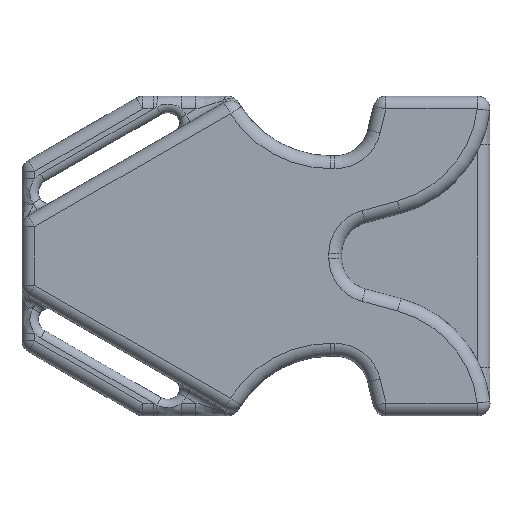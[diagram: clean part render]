
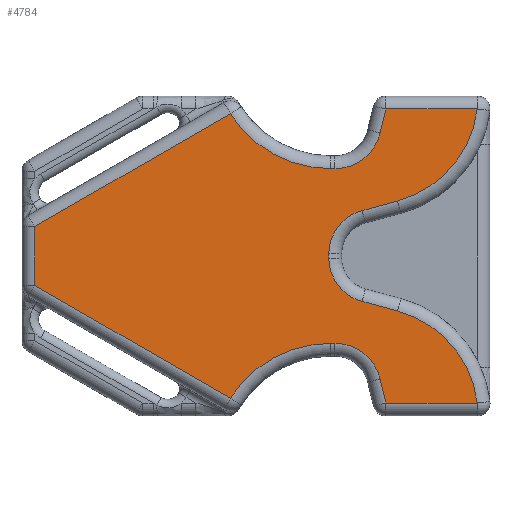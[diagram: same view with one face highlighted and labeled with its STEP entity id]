
A CAD part, front view. The second image highlights one B-rep face of the part: STEP entity #4784.
In plain terms, the highlighted planar face has unit normal (0, -1, 0).
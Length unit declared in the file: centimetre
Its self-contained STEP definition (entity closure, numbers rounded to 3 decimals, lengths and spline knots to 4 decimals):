
#258=CIRCLE('',#5215,1.4224);
#259=CIRCLE('',#5216,1.4224);
#260=CIRCLE('',#5217,0.5542);
#261=CIRCLE('',#5218,1.2944);
#262=CIRCLE('',#5219,0.5334);
#263=CIRCLE('',#5220,0.5334);
#264=CIRCLE('',#5221,1.2944);
#265=CIRCLE('',#5222,0.5542);
#612=PLANE('',#5214);
#686=FACE_OUTER_BOUND('',#1013,.T.);
#1013=EDGE_LOOP('',(#3438,#3439,#3440,#3441,#3442,#3443,#3444,#3445,#3446,
#3447,#3448,#3449,#3450,#3451,#3452,#3453,#3454,#3455,#3456,#3457));
#1429=LINE('',#9164,#1684);
#1430=LINE('',#9168,#1685);
#1431=LINE('',#9170,#1686);
#1432=LINE('',#9172,#1687);
#1433=LINE('',#9176,#1688);
#1434=LINE('',#9180,#1689);
#1435=LINE('',#9182,#1690);
#1436=LINE('',#9186,#1691);
#1437=LINE('',#9190,#1692);
#1438=LINE('',#9194,#1693);
#1439=LINE('',#9198,#1694);
#1440=LINE('',#9200,#1695);
#1684=VECTOR('',#6185,0.0502);
#1685=VECTOR('',#6188,2.6912);
#1686=VECTOR('',#6189,0.7011);
#1687=VECTOR('',#6190,2.6912);
#1688=VECTOR('',#6193,0.0502);
#1689=VECTOR('',#6196,0.2919);
#1690=VECTOR('',#6197,1.0895);
#1691=VECTOR('',#6200,0.4407);
#1692=VECTOR('',#6203,0.0511);
#1693=VECTOR('',#6206,0.4407);
#1694=VECTOR('',#6209,1.0895);
#1695=VECTOR('',#6210,0.2919);
#2148=VERTEX_POINT('',#9162);
#2149=VERTEX_POINT('',#9163);
#2150=VERTEX_POINT('',#9165);
#2151=VERTEX_POINT('',#9167);
#2152=VERTEX_POINT('',#9169);
#2153=VERTEX_POINT('',#9171);
#2154=VERTEX_POINT('',#9173);
#2155=VERTEX_POINT('',#9175);
#2156=VERTEX_POINT('',#9177);
#2157=VERTEX_POINT('',#9179);
#2158=VERTEX_POINT('',#9181);
#2159=VERTEX_POINT('',#9183);
#2160=VERTEX_POINT('',#9185);
#2161=VERTEX_POINT('',#9187);
#2162=VERTEX_POINT('',#9189);
#2163=VERTEX_POINT('',#9191);
#2164=VERTEX_POINT('',#9193);
#2165=VERTEX_POINT('',#9195);
#2166=VERTEX_POINT('',#9197);
#2167=VERTEX_POINT('',#9199);
#2616=EDGE_CURVE('',#2148,#2149,#1429,.T.);
#2617=EDGE_CURVE('',#2149,#2150,#258,.T.);
#2618=EDGE_CURVE('',#2150,#2151,#1430,.T.);
#2619=EDGE_CURVE('',#2151,#2152,#1431,.F.);
#2620=EDGE_CURVE('',#2152,#2153,#1432,.F.);
#2621=EDGE_CURVE('',#2153,#2154,#259,.T.);
#2622=EDGE_CURVE('',#2154,#2155,#1433,.T.);
#2623=EDGE_CURVE('',#2155,#2156,#260,.T.);
#2624=EDGE_CURVE('',#2156,#2157,#1434,.T.);
#2625=EDGE_CURVE('',#2157,#2158,#1435,.F.);
#2626=EDGE_CURVE('',#2158,#2159,#261,.F.);
#2627=EDGE_CURVE('',#2159,#2160,#1436,.F.);
#2628=EDGE_CURVE('',#2160,#2161,#262,.T.);
#2629=EDGE_CURVE('',#2161,#2162,#1437,.F.);
#2630=EDGE_CURVE('',#2162,#2163,#263,.T.);
#2631=EDGE_CURVE('',#2163,#2164,#1438,.F.);
#2632=EDGE_CURVE('',#2164,#2165,#264,.F.);
#2633=EDGE_CURVE('',#2165,#2166,#1439,.T.);
#2634=EDGE_CURVE('',#2166,#2167,#1440,.T.);
#2635=EDGE_CURVE('',#2167,#2148,#265,.T.);
#3438=ORIENTED_EDGE('',*,*,#2616,.T.);
#3439=ORIENTED_EDGE('',*,*,#2617,.T.);
#3440=ORIENTED_EDGE('',*,*,#2618,.T.);
#3441=ORIENTED_EDGE('',*,*,#2619,.T.);
#3442=ORIENTED_EDGE('',*,*,#2620,.T.);
#3443=ORIENTED_EDGE('',*,*,#2621,.T.);
#3444=ORIENTED_EDGE('',*,*,#2622,.T.);
#3445=ORIENTED_EDGE('',*,*,#2623,.T.);
#3446=ORIENTED_EDGE('',*,*,#2624,.T.);
#3447=ORIENTED_EDGE('',*,*,#2625,.T.);
#3448=ORIENTED_EDGE('',*,*,#2626,.T.);
#3449=ORIENTED_EDGE('',*,*,#2627,.T.);
#3450=ORIENTED_EDGE('',*,*,#2628,.T.);
#3451=ORIENTED_EDGE('',*,*,#2629,.T.);
#3452=ORIENTED_EDGE('',*,*,#2630,.T.);
#3453=ORIENTED_EDGE('',*,*,#2631,.T.);
#3454=ORIENTED_EDGE('',*,*,#2632,.T.);
#3455=ORIENTED_EDGE('',*,*,#2633,.T.);
#3456=ORIENTED_EDGE('',*,*,#2634,.T.);
#3457=ORIENTED_EDGE('',*,*,#2635,.T.);
#4784=ADVANCED_FACE('',(#686),#612,.F.);
#5214=AXIS2_PLACEMENT_3D('',#9161,#6183,#6184);
#5215=AXIS2_PLACEMENT_3D('',#9166,#6186,#6187);
#5216=AXIS2_PLACEMENT_3D('',#9174,#6191,#6192);
#5217=AXIS2_PLACEMENT_3D('',#9178,#6194,#6195);
#5218=AXIS2_PLACEMENT_3D('',#9184,#6198,#6199);
#5219=AXIS2_PLACEMENT_3D('',#9188,#6201,#6202);
#5220=AXIS2_PLACEMENT_3D('',#9192,#6204,#6205);
#5221=AXIS2_PLACEMENT_3D('',#9196,#6207,#6208);
#5222=AXIS2_PLACEMENT_3D('',#9201,#6211,#6212);
#6183=DIRECTION('center_axis',(0.,1.,0.));
#6184=DIRECTION('ref_axis',(0.,0.,1.));
#6185=DIRECTION('',(-1.,0.,0.));
#6186=DIRECTION('center_axis',(0.,1.,0.));
#6187=DIRECTION('ref_axis',(0.,0.,1.));
#6188=DIRECTION('',(-0.866,0.,-0.5));
#6189=DIRECTION('',(0.,0.,1.));
#6190=DIRECTION('',(-0.866,0.,0.5));
#6191=DIRECTION('center_axis',(0.,1.,0.));
#6192=DIRECTION('ref_axis',(0.,0.,1.));
#6193=DIRECTION('',(1.,0.,0.));
#6194=DIRECTION('center_axis',(0.,1.,0.));
#6195=DIRECTION('ref_axis',(0.,0.,1.));
#6196=DIRECTION('',(0.229,0.,-0.973));
#6197=DIRECTION('',(-1.,0.,0.));
#6198=DIRECTION('center_axis',(0.,1.,0.));
#6199=DIRECTION('ref_axis',(0.,0.,1.));
#6200=DIRECTION('',(0.966,0.,-0.26));
#6201=DIRECTION('center_axis',(0.,1.,0.));
#6202=DIRECTION('ref_axis',(0.,0.,1.));
#6203=DIRECTION('',(0.,0.,-1.));
#6204=DIRECTION('center_axis',(0.,1.,0.));
#6205=DIRECTION('ref_axis',(0.,0.,1.));
#6206=DIRECTION('',(-0.966,0.,-0.26));
#6207=DIRECTION('center_axis',(0.,1.,0.));
#6208=DIRECTION('ref_axis',(0.,0.,1.));
#6209=DIRECTION('',(-1.,0.,0.));
#6210=DIRECTION('',(-0.229,0.,-0.973));
#6211=DIRECTION('center_axis',(0.,1.,0.));
#6212=DIRECTION('ref_axis',(0.,0.,1.));
#9161=CARTESIAN_POINT('Origin',(0.,-0.635,0.));
#9162=CARTESIAN_POINT('',(-0.0795,-0.635,1.0414));
#9163=CARTESIAN_POINT('',(-0.1297,-0.635,1.0414));
#9164=CARTESIAN_POINT('',(-0.0795,-0.635,1.0414));
#9165=CARTESIAN_POINT('',(-1.3271,-0.635,1.6961));
#9166=CARTESIAN_POINT('Origin',(-0.1297,-0.635,2.4638));
#9167=CARTESIAN_POINT('',(-3.6577,-0.635,0.3505));
#9168=CARTESIAN_POINT('',(-1.3271,-0.635,1.6961));
#9169=CARTESIAN_POINT('',(-3.6577,-0.635,-0.3505));
#9170=CARTESIAN_POINT('',(-3.6577,-0.635,-0.3505));
#9171=CARTESIAN_POINT('',(-1.3271,-0.635,-1.6961));
#9172=CARTESIAN_POINT('',(-1.3271,-0.635,-1.6961));
#9173=CARTESIAN_POINT('',(-0.1297,-0.635,-1.0414));
#9174=CARTESIAN_POINT('Origin',(-0.1297,-0.635,-2.4638));
#9175=CARTESIAN_POINT('',(-0.0795,-0.635,-1.0414));
#9176=CARTESIAN_POINT('',(-0.1297,-0.635,-1.0414));
#9177=CARTESIAN_POINT('',(0.46,-0.635,-1.4685));
#9178=CARTESIAN_POINT('Origin',(-0.0795,-0.635,-1.5956));
#9179=CARTESIAN_POINT('',(0.5269,-0.635,-1.7526));
#9180=CARTESIAN_POINT('',(0.46,-0.635,-1.4685));
#9181=CARTESIAN_POINT('',(1.6165,-0.635,-1.7526));
#9182=CARTESIAN_POINT('',(1.6165,-0.635,-1.7526));
#9183=CARTESIAN_POINT('',(0.6677,-0.635,-0.6552));
#9184=CARTESIAN_POINT('Origin',(0.3311,-0.635,-1.905));
#9185=CARTESIAN_POINT('',(0.2422,-0.635,-0.5406));
#9186=CARTESIAN_POINT('',(0.2422,-0.635,-0.5406));
#9187=CARTESIAN_POINT('',(-0.1525,-0.635,-0.0255));
#9188=CARTESIAN_POINT('Origin',(0.3809,-0.635,-0.0255));
#9189=CARTESIAN_POINT('',(-0.1525,-0.635,0.0255));
#9190=CARTESIAN_POINT('',(-0.1525,-0.635,0.0255));
#9191=CARTESIAN_POINT('',(0.2422,-0.635,0.5406));
#9192=CARTESIAN_POINT('Origin',(0.3809,-0.635,0.0255));
#9193=CARTESIAN_POINT('',(0.6677,-0.635,0.6552));
#9194=CARTESIAN_POINT('',(0.6677,-0.635,0.6552));
#9195=CARTESIAN_POINT('',(1.6165,-0.635,1.7526));
#9196=CARTESIAN_POINT('Origin',(0.3311,-0.635,1.905));
#9197=CARTESIAN_POINT('',(0.5269,-0.635,1.7526));
#9198=CARTESIAN_POINT('',(1.6165,-0.635,1.7526));
#9199=CARTESIAN_POINT('',(0.46,-0.635,1.4685));
#9200=CARTESIAN_POINT('',(0.5269,-0.635,1.7526));
#9201=CARTESIAN_POINT('Origin',(-0.0795,-0.635,1.5956));
